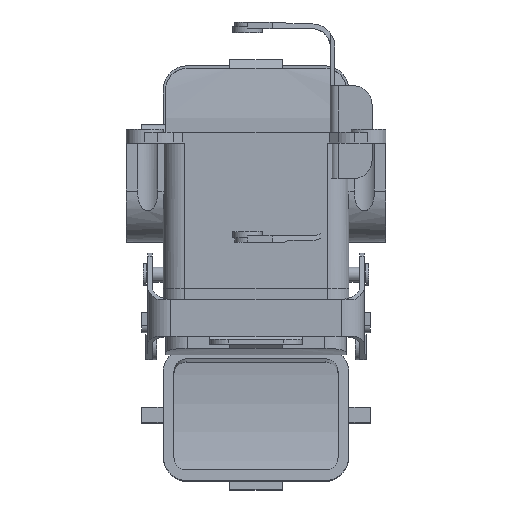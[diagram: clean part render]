
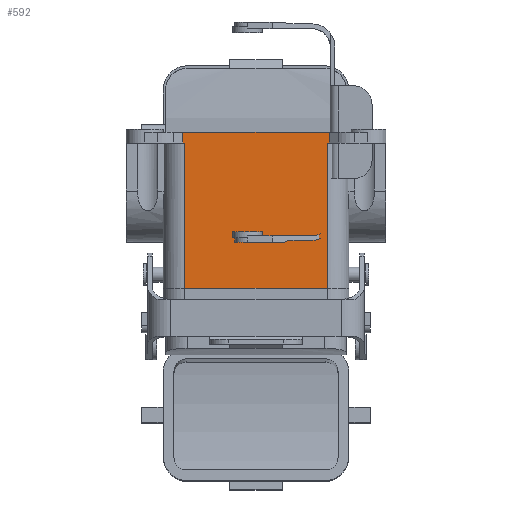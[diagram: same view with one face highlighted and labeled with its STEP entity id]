
A CAD part, top view. The second image highlights one B-rep face of the part: STEP entity #592.
In plain terms, the highlighted planar face has unit normal (0, 0, 1).
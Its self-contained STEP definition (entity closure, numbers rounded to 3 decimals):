
#592 = ADVANCED_FACE( '', ( #1292 ), #1293, .F. );
#1292 = FACE_OUTER_BOUND( '', #2104, .T. );
#1293 = PLANE( '', #2105 );
#2104 = EDGE_LOOP( '', ( #3749, #3750, #3751, #3752, #3753, #3754, #3755, #3756 ) );
#2105 = AXIS2_PLACEMENT_3D( '', #3757, #3758, #3759 );
#3749 = ORIENTED_EDGE( '', *, *, #5174, .T. );
#3750 = ORIENTED_EDGE( '', *, *, #4631, .F. );
#3751 = ORIENTED_EDGE( '', *, *, #5216, .F. );
#3752 = ORIENTED_EDGE( '', *, *, #4894, .T. );
#3753 = ORIENTED_EDGE( '', *, *, #5211, .F. );
#3754 = ORIENTED_EDGE( '', *, *, #4887, .F. );
#3755 = ORIENTED_EDGE( '', *, *, #4922, .F. );
#3756 = ORIENTED_EDGE( '', *, *, #5217, .T. );
#3757 = CARTESIAN_POINT( '', ( 0., -3.5, 21.5 ) );
#3758 = DIRECTION( '', ( 0., 0., -1. ) );
#3759 = DIRECTION( '', ( -1., 0., 0. ) );
#4631 = EDGE_CURVE( '', #5517, #5512, #5519, .T. );
#4887 = EDGE_CURVE( '', #5942, #5944, #5945, .T. );
#4894 = EDGE_CURVE( '', #5949, #5953, #5955, .T. );
#4922 = EDGE_CURVE( '', #6001, #5942, #6003, .T. );
#5174 = EDGE_CURVE( '', #6370, #5512, #6371, .T. );
#5211 = EDGE_CURVE( '', #5944, #5953, #6420, .T. );
#5216 = EDGE_CURVE( '', #5949, #5517, #6426, .T. );
#5217 = EDGE_CURVE( '', #6001, #6370, #6427, .T. );
#5512 = VERTEX_POINT( '', #6823 );
#5517 = VERTEX_POINT( '', #6830 );
#5519 = LINE( '', #6833, #6834 );
#5942 = VERTEX_POINT( '', #7650 );
#5944 = VERTEX_POINT( '', #7652 );
#5945 = LINE( '', #7653, #7654 );
#5949 = VERTEX_POINT( '', #7658 );
#5953 = VERTEX_POINT( '', #7663 );
#5955 = LINE( '', #7665, #7666 );
#6001 = VERTEX_POINT( '', #7727 );
#6003 = LINE( '', #7730, #7731 );
#6370 = VERTEX_POINT( '', #8268 );
#6371 = LINE( '', #8269, #8270 );
#6420 = LINE( '', #8334, #8335 );
#6426 = LINE( '', #8343, #8344 );
#6427 = LINE( '', #8345, #8346 );
#6823 = CARTESIAN_POINT( '', ( -23.625, 0., 21.5 ) );
#6830 = CARTESIAN_POINT( '', ( -23.625, -3.5, 21.5 ) );
#6833 = CARTESIAN_POINT( '', ( -23.625, -3.5, 21.5 ) );
#6834 = VECTOR( '', #8737, 1000. );
#7650 = CARTESIAN_POINT( '', ( 23., -3.5, 21.5 ) );
#7652 = CARTESIAN_POINT( '', ( 23., -50.4, 21.5 ) );
#7653 = CARTESIAN_POINT( '', ( 23., 60.964, 21.5 ) );
#7654 = VECTOR( '', #9031, 1000. );
#7658 = CARTESIAN_POINT( '', ( -23., -3.5, 21.5 ) );
#7663 = CARTESIAN_POINT( '', ( -23., -50.4, 21.5 ) );
#7665 = CARTESIAN_POINT( '', ( -23., 60.964, 21.5 ) );
#7666 = VECTOR( '', #9042, 1000. );
#7727 = CARTESIAN_POINT( '', ( 23.625, -3.5, 21.5 ) );
#7730 = CARTESIAN_POINT( '', ( 0., -3.5, 21.5 ) );
#7731 = VECTOR( '', #9077, 1000. );
#8268 = CARTESIAN_POINT( '', ( 23.625, 0., 21.5 ) );
#8269 = CARTESIAN_POINT( '', ( 0., 0., 21.5 ) );
#8270 = VECTOR( '', #9367, 1000. );
#8334 = CARTESIAN_POINT( '', ( -23., -50.4, 21.5 ) );
#8335 = VECTOR( '', #9413, 1000. );
#8343 = CARTESIAN_POINT( '', ( 0., -3.5, 21.5 ) );
#8344 = VECTOR( '', #9419, 1000. );
#8345 = CARTESIAN_POINT( '', ( 23.625, -3.5, 21.5 ) );
#8346 = VECTOR( '', #9420, 1000. );
#8737 = DIRECTION( '', ( 0., 1., 0. ) );
#9031 = DIRECTION( '', ( 0., -1., 0. ) );
#9042 = DIRECTION( '', ( 0., -1., 0. ) );
#9077 = DIRECTION( '', ( -1., 0., 0. ) );
#9367 = DIRECTION( '', ( -1., 0., 0. ) );
#9413 = DIRECTION( '', ( -1., 0., 0. ) );
#9419 = DIRECTION( '', ( -1., 0., 0. ) );
#9420 = DIRECTION( '', ( 0., 1., 0. ) );
